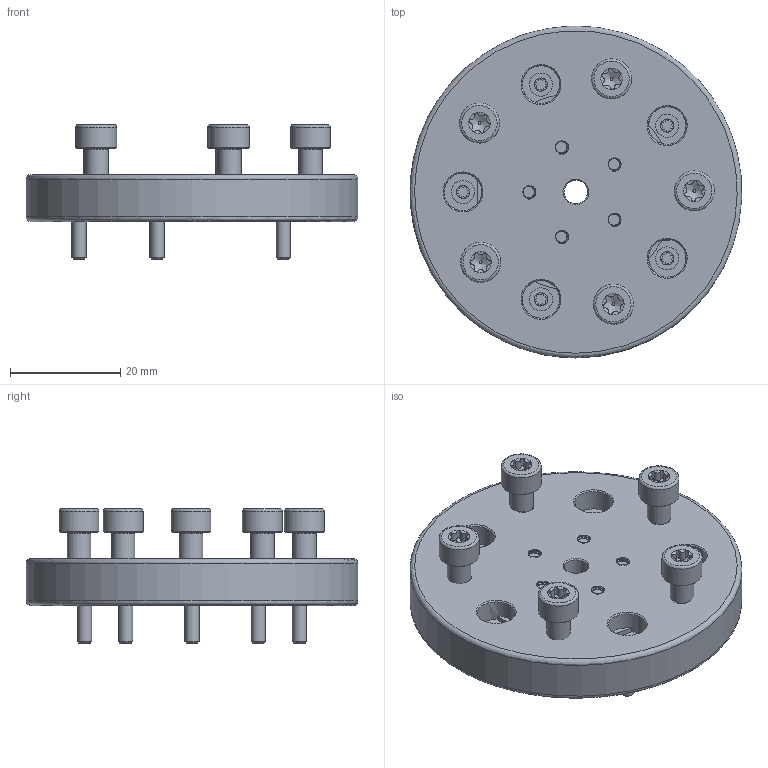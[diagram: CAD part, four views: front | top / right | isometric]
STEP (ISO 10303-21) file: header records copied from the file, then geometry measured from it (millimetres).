
FILE_DESCRIPTION(('FreeCAD Model'),'2;1');
FILE_NAME('Open CASCADE Shape Model','2025-05-02T19:00:30',('FreeCAD'),( 'FreeCAD'),'Open CASCADE STEP processor 7.6','FreeCAD','Unknown');
FILE_SCHEMA(('AUTOMOTIVE_DESIGN { 1 0 10303 214 1 1 1 1 }'));
Products named in the file (1): Open CASCADE STEP translator 7.6 1
Bounding box: 60.22 x 60.3 x 24.41 mm (x, y, z)
Volume: 23961.6 mm3; surface area: 20405.2 mm2
Topology: 110 solids, 110 shells, 839 faces, 2089 edges, 1330 vertices
Faces by surface type: bspline 839
Entity records: 64586 total; most frequent: CARTESIAN_POINT 53174, ORIENTED_EDGE 3626, EDGE_CURVE 1813, B_SPLINE_CURVE_WITH_KNOTS 1452, VERTEX_POINT 1238, FACE_BOUND 940, EDGE_LOOP 848, ADVANCED_FACE 839
